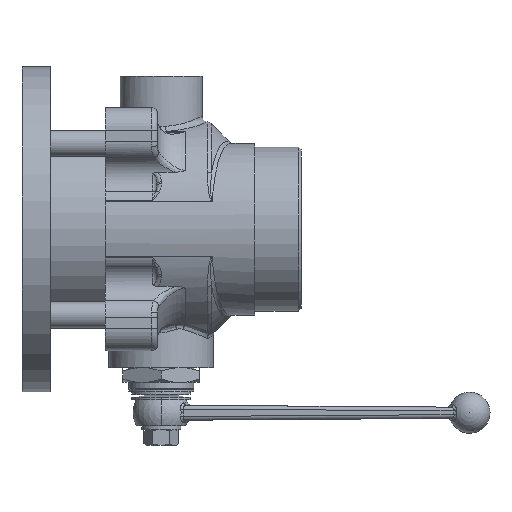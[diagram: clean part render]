
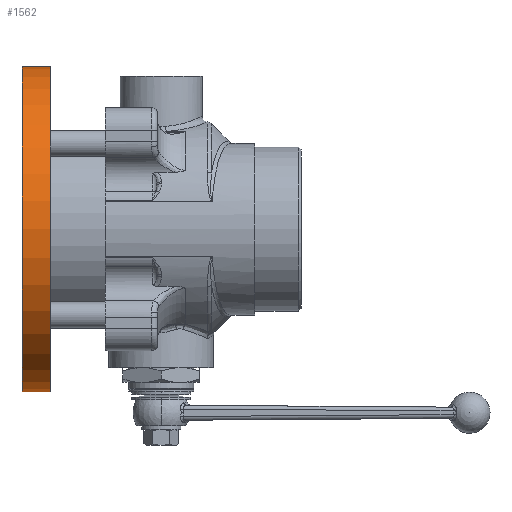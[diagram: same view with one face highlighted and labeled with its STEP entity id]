
A CAD part, front view. The second image highlights one B-rep face of the part: STEP entity #1562.
In plain terms, the highlighted cylindrical face has radius 87 mm (diameter 174 mm), a partial arc.
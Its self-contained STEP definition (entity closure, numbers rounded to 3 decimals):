
#943 = DIRECTION ( 'NONE',  ( 0., 0., 1. ) ) ;
#944 = DIRECTION ( 'NONE',  ( -1., 0., 0. ) ) ;
#952 = CARTESIAN_POINT ( 'NONE',  ( -55.752, 10., 0. ) ) ;
#1562 = ADVANCED_FACE ( 'NONE', ( #40642 ), #40643, .T. ) ;
#7758 = ORIENTED_EDGE ( 'NONE', *, *, #9132, .F. ) ;
#7759 = ORIENTED_EDGE ( 'NONE', *, *, #9082, .T. ) ;
#7760 = ORIENTED_EDGE ( 'NONE', *, *, #9127, .T. ) ;
#7761 = ORIENTED_EDGE ( 'NONE', *, *, #9080, .F. ) ;
#9080 = EDGE_CURVE ( 'NONE', #22170, #22171, #46095, .T. ) ;
#9082 = EDGE_CURVE ( 'NONE', #22168, #22173, #46091, .T. ) ;
#9127 = EDGE_CURVE ( 'NONE', #22170, #22168, #46158, .T. ) ;
#9132 = EDGE_CURVE ( 'NONE', #22171, #22173, #46163, .T. ) ;
#12836 = AXIS2_PLACEMENT_3D ( 'NONE', #41307, #41314, #41315 ) ;
#12841 = AXIS2_PLACEMENT_3D ( 'NONE', #41322, #41329, #41330 ) ;
#22168 = VERTEX_POINT ( 'NONE', #49767 ) ;
#22170 = VERTEX_POINT ( 'NONE', #49768 ) ;
#22171 = VERTEX_POINT ( 'NONE', #49769 ) ;
#22173 = VERTEX_POINT ( 'NONE', #49770 ) ;
#24588 = AXIS2_PLACEMENT_3D ( 'NONE', #952, #944, #943 ) ;
#37775 = EDGE_LOOP ( 'NONE', ( #7761, #7760, #7759, #7758 ) ) ;
#40642 = FACE_OUTER_BOUND ( 'NONE', #37775, .T. ) ;
#40643 = CYLINDRICAL_SURFACE ( 'NONE', #24588, 87. ) ;
#41184 = CARTESIAN_POINT ( 'NONE',  ( -55.752, 10., -87. ) ) ;
#41190 = DIRECTION ( 'NONE',  ( -1., 0., 0. ) ) ;
#41195 = CARTESIAN_POINT ( 'NONE',  ( -55.752, 10., 87. ) ) ;
#41196 = DIRECTION ( 'NONE',  ( -1., 0., 0. ) ) ;
#41307 = CARTESIAN_POINT ( 'NONE',  ( -34.5, 10., 0. ) ) ;
#41314 = DIRECTION ( 'NONE',  ( -1., 0., 0. ) ) ;
#41315 = DIRECTION ( 'NONE',  ( 0., 0., 1. ) ) ;
#41322 = CARTESIAN_POINT ( 'NONE',  ( -49.5, 10., 0. ) ) ;
#41329 = DIRECTION ( 'NONE',  ( -1., 0., 0. ) ) ;
#41330 = DIRECTION ( 'NONE',  ( 0., 0., 1. ) ) ;
#46088 = VECTOR ( 'NONE', #41190, 1000. ) ;
#46091 = LINE ( 'NONE', #41195, #46094 ) ;
#46094 = VECTOR ( 'NONE', #41196, 1000. ) ;
#46095 = LINE ( 'NONE', #41184, #46088 ) ;
#46158 = CIRCLE ( 'NONE', #12836, 87. ) ;
#46163 = CIRCLE ( 'NONE', #12841, 87. ) ;
#49767 = CARTESIAN_POINT ( 'NONE',  ( -34.5, 10., 87. ) ) ;
#49768 = CARTESIAN_POINT ( 'NONE',  ( -34.5, 10., -87. ) ) ;
#49769 = CARTESIAN_POINT ( 'NONE',  ( -49.5, 10., -87. ) ) ;
#49770 = CARTESIAN_POINT ( 'NONE',  ( -49.5, 10., 87. ) ) ;
